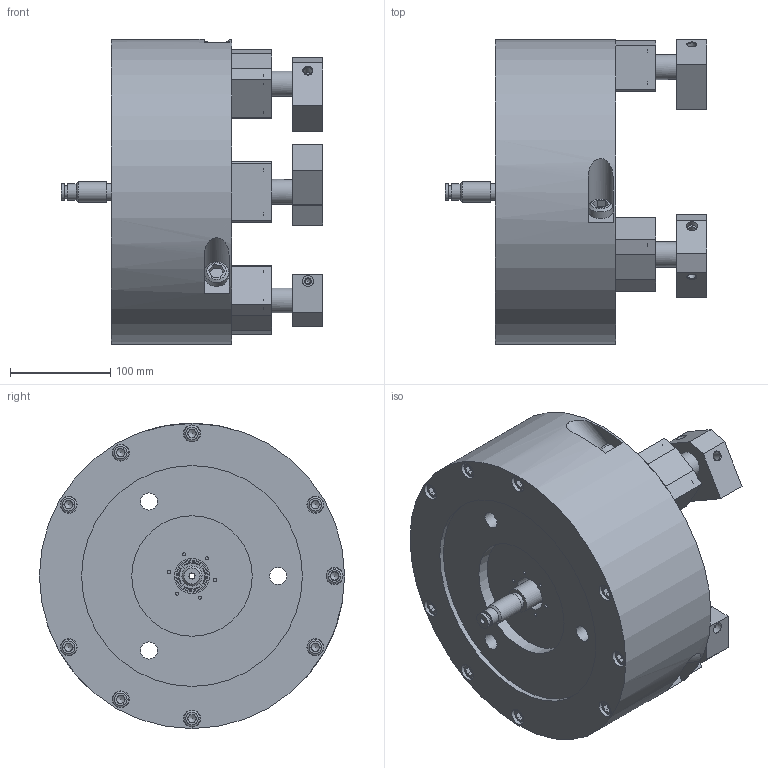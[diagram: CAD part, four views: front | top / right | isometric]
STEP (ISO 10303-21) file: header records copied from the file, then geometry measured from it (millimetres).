
FILE_DESCRIPTION(/* description */ ('Unknown'),/* implementation_level */ '2;1');
FILE_NAME(/* name */ 'FG12-Solid',/* time_stamp */ '2019-08-13T17:23:40+01:00',/* author */ ('Unknown'),/* organization */ ('Unknown'),/* preprocessor_version */ 'ST-DEVELOPER v16.7',/* originating_system */ 'DEX',/* authorisation */ $);
FILE_SCHEMA (('AUTOMOTIVE_DESIGN {1 0 10303 214 3 1 1}'));
Length unit declared in the file: millimetre
Products named in the file (1): 61P242632_FG12_ASSY
Bounding box: 261 x 304 x 304 mm (x, y, z)
Volume: 6529322 mm3; surface area: 653644.1 mm2
Topology: 1 solids, 52 shells, 1064 faces, 2374 edges, 1511 vertices
Faces by surface type: plane 589, cylinder 303, cone 157, bspline 15
Full cylindrical faces by diameter (mm): 3.3 x6, 4 x6, 5 x3, 5.2 x3, 6 x4, 6.6 x3, 6.8 x18, 7 x3, 7.5 x3, 8 x30, 8.5 x12, 9 x12, 10 x21, 11 x12, 11.5 x3, 12 x1, 13 x12, 14 x18, 15 x6, 16 x13, 17 x16, 18 x3, 18.5 x3, 20 x8, 24 x7, 25 x7, 26 x3, 27 x2, 30 x1, 32 x1
Entity records: 40099 total; most frequent: CARTESIAN_POINT 11158, DIRECTION 4572, ORIENTED_EDGE 3552, AXIS2_PLACEMENT_3D 1839, EDGE_CURVE 1776, FACE_BOUND 1735, EDGE_LOOP 1669, VERTEX_POINT 1395
